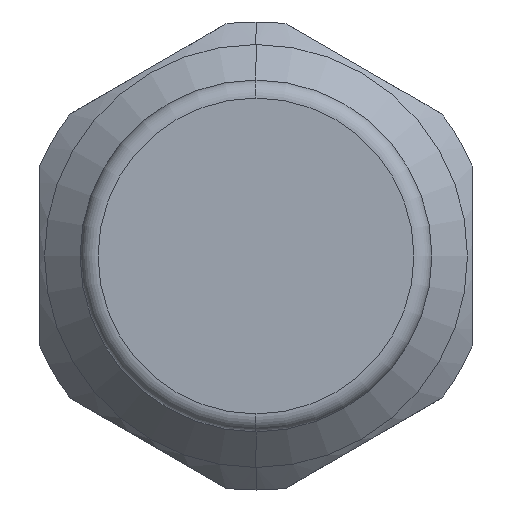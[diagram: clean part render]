
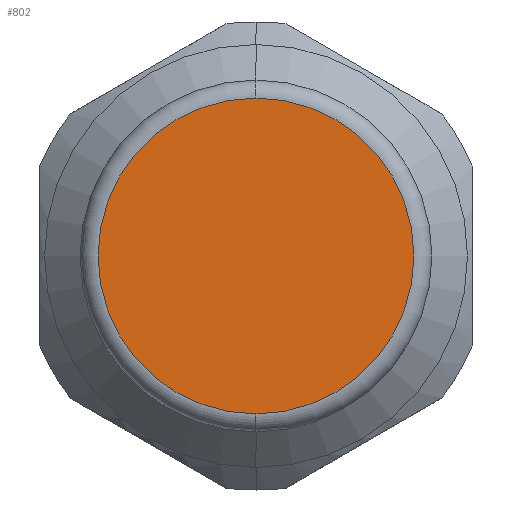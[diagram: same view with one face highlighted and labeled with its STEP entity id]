
A CAD part, left-side view. The second image highlights one B-rep face of the part: STEP entity #802.
In plain terms, the highlighted planar face has unit normal (-1, 0, 0).
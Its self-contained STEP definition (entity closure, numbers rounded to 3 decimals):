
#31 = DIRECTION ( 'NONE',  ( -1., 0., 0. ) ) ;
#168 = CARTESIAN_POINT ( 'NONE',  ( 8.881, 0., -8.775 ) ) ;
#194 = VERTEX_POINT ( 'NONE', #1752 ) ;
#222 = ORIENTED_EDGE ( 'NONE', *, *, #1655, .T. ) ;
#304 = CIRCLE ( 'NONE', #1231, 8.775 ) ;
#796 = PLANE ( 'NONE',  #1091 ) ;
#802 = ADVANCED_FACE ( 'NONE', ( #1215 ), #796, .T. ) ;
#860 = DIRECTION ( 'NONE',  ( -1., 0., 0. ) ) ;
#866 = CARTESIAN_POINT ( 'NONE',  ( 8.881, 0., 0. ) ) ;
#882 = AXIS2_PLACEMENT_3D ( 'NONE', #1679, #860, #1560 ) ;
#1091 = AXIS2_PLACEMENT_3D ( 'NONE', #1481, #1352, #1754 ) ;
#1215 = FACE_OUTER_BOUND ( 'NONE', #1695, .T. ) ;
#1231 = AXIS2_PLACEMENT_3D ( 'NONE', #866, #31, #1685 ) ;
#1352 = DIRECTION ( 'NONE',  ( -1., 0., 0. ) ) ;
#1405 = ORIENTED_EDGE ( 'NONE', *, *, #1644, .T. ) ;
#1481 = CARTESIAN_POINT ( 'NONE',  ( 8.881, 0., 0. ) ) ;
#1558 = CIRCLE ( 'NONE', #882, 8.775 ) ;
#1560 = DIRECTION ( 'NONE',  ( 0., 0., 1. ) ) ;
#1644 = EDGE_CURVE ( 'NONE', #1647, #194, #304, .T. ) ;
#1647 = VERTEX_POINT ( 'NONE', #168 ) ;
#1655 = EDGE_CURVE ( 'NONE', #194, #1647, #1558, .T. ) ;
#1679 = CARTESIAN_POINT ( 'NONE',  ( 8.881, 0., 0. ) ) ;
#1685 = DIRECTION ( 'NONE',  ( 0., 0., 1. ) ) ;
#1695 = EDGE_LOOP ( 'NONE', ( #222, #1405 ) ) ;
#1752 = CARTESIAN_POINT ( 'NONE',  ( 8.881, 0., 8.775 ) ) ;
#1754 = DIRECTION ( 'NONE',  ( 0., 0., 1. ) ) ;
